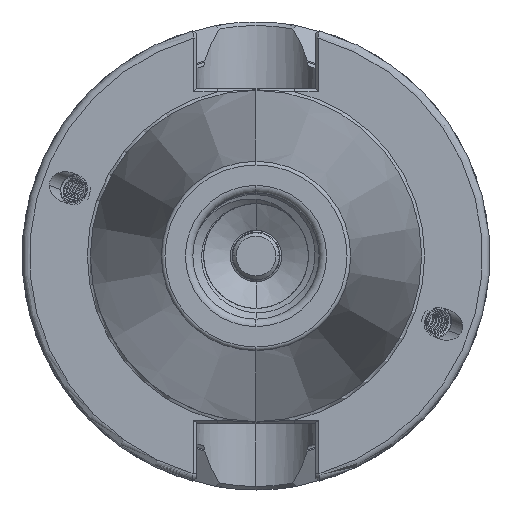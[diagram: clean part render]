
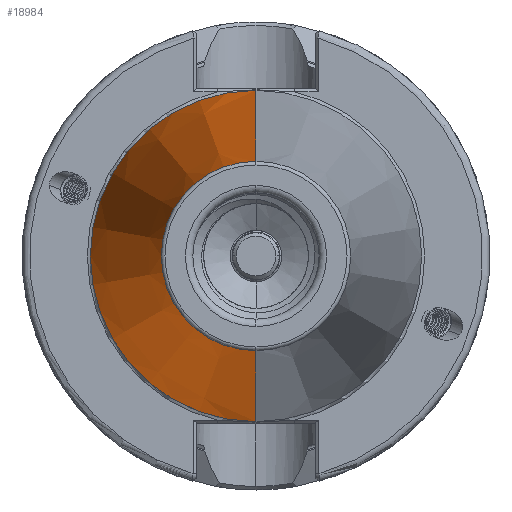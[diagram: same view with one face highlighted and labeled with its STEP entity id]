
A CAD part, left-side view. The second image highlights one B-rep face of the part: STEP entity #18984.
In plain terms, the highlighted conical face has half-angle 8.297 degrees and reference radius 22.298 mm.
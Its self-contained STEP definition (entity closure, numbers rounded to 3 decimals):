
#2344 = ORIENTED_EDGE ( 'NONE', *, *, #16918, .F. ) ;
#2361 = ORIENTED_EDGE ( 'NONE', *, *, #16924, .F. ) ;
#2563 = ORIENTED_EDGE ( 'NONE', *, *, #16896, .T. ) ;
#2581 = ORIENTED_EDGE ( 'NONE', *, *, #16974, .T. ) ;
#7800 = EDGE_LOOP ( 'NONE', ( #2581, #2563, #2361, #2344 ) ) ;
#7885 = VERTEX_POINT ( 'NONE', #17919 ) ;
#7920 = VERTEX_POINT ( 'NONE', #17993 ) ;
#7952 = VERTEX_POINT ( 'NONE', #18063 ) ;
#7980 = VERTEX_POINT ( 'NONE', #18078 ) ;
#8382 = DIRECTION ( 'NONE',  ( 1., 0., 0. ) ) ;
#8384 = DIRECTION ( 'NONE',  ( 0., 0., -1. ) ) ;
#8408 = CARTESIAN_POINT ( 'NONE',  ( -66.972, 0., 0. ) ) ;
#9192 = CARTESIAN_POINT ( 'NONE',  ( -1.5, 0., 0. ) ) ;
#9205 = DIRECTION ( 'NONE',  ( 1., 0., 0. ) ) ;
#9210 = DIRECTION ( 'NONE',  ( 0., 0., -1. ) ) ;
#9333 = CARTESIAN_POINT ( 'NONE',  ( -1.5, 0., -22.298 ) ) ;
#9370 = CARTESIAN_POINT ( 'NONE',  ( -1.5, 0., 0. ) ) ;
#9373 = DIRECTION ( 'NONE',  ( 0.99, 0., -0.144 ) ) ;
#9391 = DIRECTION ( 'NONE',  ( 0., 0., -1. ) ) ;
#9401 = DIRECTION ( 'NONE',  ( 1., 0., 0. ) ) ;
#9797 = CARTESIAN_POINT ( 'NONE',  ( -1.5, 0., 22.298 ) ) ;
#9833 = DIRECTION ( 'NONE',  ( 0.99, 0., 0.144 ) ) ;
#10242 = AXIS2_PLACEMENT_3D ( 'NONE', #9370, #9401, #9391 ) ;
#10316 = AXIS2_PLACEMENT_3D ( 'NONE', #8408, #8382, #8384 ) ;
#10347 = AXIS2_PLACEMENT_3D ( 'NONE', #9192, #9205, #9210 ) ;
#12980 = CIRCLE ( 'NONE', #10316, 12.75 ) ;
#13055 = CONICAL_SURFACE ( 'NONE', #10347, 22.298, 0.145 ) ;
#13060 = FACE_OUTER_BOUND ( 'NONE', #7800, .T. ) ;
#13890 = VECTOR ( 'NONE', #9373, 1000. ) ;
#13894 = LINE ( 'NONE', #9797, #13899 ) ;
#13899 = VECTOR ( 'NONE', #9833, 1000. ) ;
#13910 = LINE ( 'NONE', #9333, #13890 ) ;
#13921 = CIRCLE ( 'NONE', #10242, 22.298 ) ;
#16896 = EDGE_CURVE ( 'NONE', #7885, #7920, #13894, .T. ) ;
#16918 = EDGE_CURVE ( 'NONE', #7952, #7980, #13910, .T. ) ;
#16924 = EDGE_CURVE ( 'NONE', #7980, #7920, #13921, .T. ) ;
#16974 = EDGE_CURVE ( 'NONE', #7952, #7885, #12980, .T. ) ;
#17919 = CARTESIAN_POINT ( 'NONE',  ( -66.972, 0., 12.75 ) ) ;
#17993 = CARTESIAN_POINT ( 'NONE',  ( -1.5, 0., 22.298 ) ) ;
#18063 = CARTESIAN_POINT ( 'NONE',  ( -66.972, 0., -12.75 ) ) ;
#18078 = CARTESIAN_POINT ( 'NONE',  ( -1.5, 0., -22.298 ) ) ;
#18984 = ADVANCED_FACE ( 'NONE', ( #13060 ), #13055, .T. ) ;
